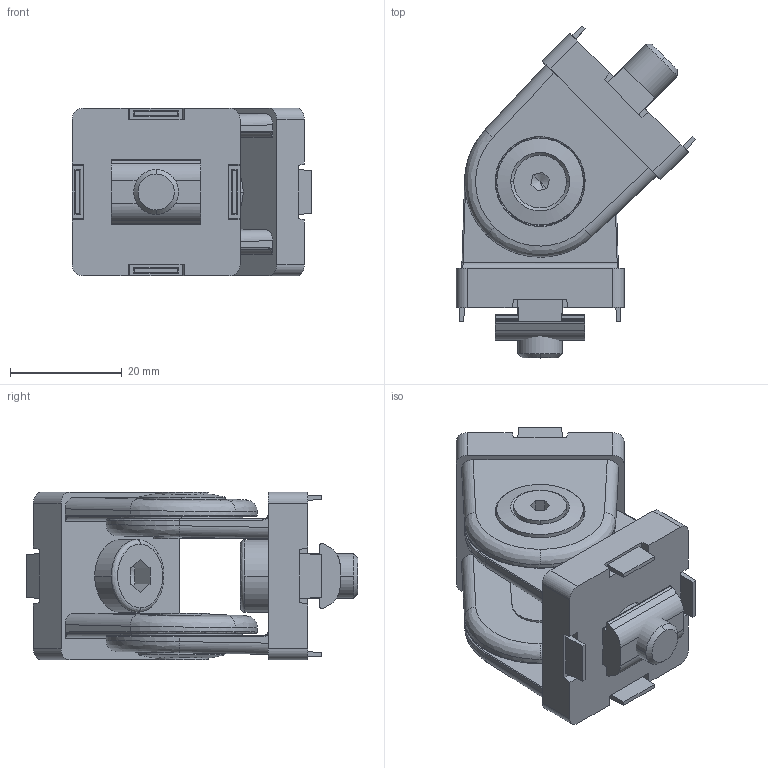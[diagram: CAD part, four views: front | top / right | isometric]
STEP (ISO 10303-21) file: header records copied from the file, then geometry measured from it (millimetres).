
FILE_DESCRIPTION (( 'STEP AP203' ), '1' );
FILE_NAME ('484502683_c_1.STEP', '2023-03-02T14:56:11', ( '' ), ( '' ), 'SwSTEP 2.0', 'SolidWorks 2014', '' );
FILE_SCHEMA (( 'CONFIG_CONTROL_DESIGN' ));
Length unit declared in the file: millimetre
Products named in the file (7): Gelenk 30 lackiert N8 Element 1; Gelenk 30 N8 Gleitscheibe; ISO 10642 - M5 x  8; Gelenk 30 N8 Lager; 484502683_c_1; 482529321 Nutenstein einschwenkbar N8 M8; DIN 7984 - M8 x 16
Assembly tree (11 placements, depth 2):
  484502683_c_1
    Gelenk 30 lackiert N8 Element 1  x2
    Gelenk 30 N8 Gleitscheibe  x2
    Gelenk 30 N8 Lager  x2
    ISO 10642 - M5 x  8  x2
    DIN 7984 - M8 x 16  x2
    482529321 Nutenstein einschwenkbar N8 M8
Bounding box: 42.83 x 59.33 x 30 mm (x, y, z)
Volume: 24330.6 mm3; surface area: 16823.5 mm2
Topology: 11 solids, 11 shells, 364 faces, 906 edges, 580 vertices
Faces by surface type: plane 172, cylinder 98, bspline 54, cone 40
Entity records: 8025 total; most frequent: CARTESIAN_POINT 2450, ORIENTED_EDGE 1006, DIRECTION 957, EDGE_CURVE 503, AXIS2_PLACEMENT_3D 339, VERTEX_POINT 326, VECTOR 279, LINE 279
